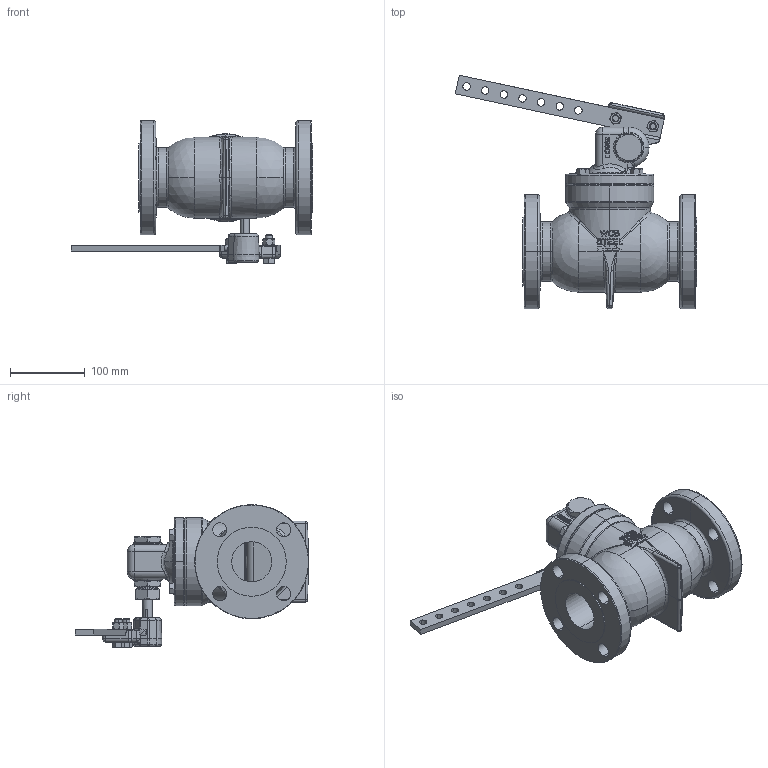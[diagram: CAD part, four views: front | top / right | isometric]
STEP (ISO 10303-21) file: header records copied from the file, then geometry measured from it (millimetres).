
FILE_DESCRIPTION (( 'STEP AP203' ), '1' );
FILE_NAME ('2 INCH 227 FOT PB-S (CGR).STEP', '2014-01-17T19:44:15', ( 'PCTech' ), ( 'Microsoft' ), 'SwSTEP 2.0', 'SolidWorks 2013', '' );
FILE_SCHEMA (( 'CONFIG_CONTROL_DESIGN' ));
Products named in the file (1): 2 INCH 227 FOT PB-S (CGR)
Bounding box: 321.91 x 311.66 x 190.53 mm (x, y, z)
Volume: 2040413.5 mm3; surface area: 327688.3 mm2
Topology: 1 solids, 1 shells, 1566 faces, 4089 edges, 2587 vertices
Faces by surface type: plane 703, bspline 325, cylinder 296, cone 139, torus 77, sphere 26
Entity records: 69507 total; most frequent: CARTESIAN_POINT 34448, ORIENTED_EDGE 8122, DIRECTION 6100, EDGE_CURVE 4061, VERTEX_POINT 2585, AXIS2_PLACEMENT_3D 2163, VECTOR 1774, LINE 1774
